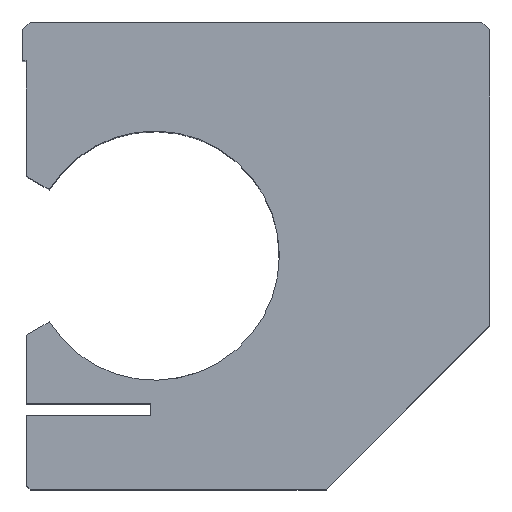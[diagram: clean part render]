
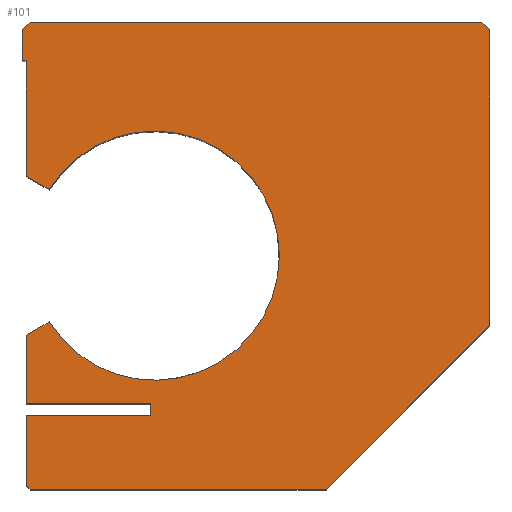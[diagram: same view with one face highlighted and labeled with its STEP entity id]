
A CAD part, top view. The second image highlights one B-rep face of the part: STEP entity #101.
In plain terms, the highlighted planar face has unit normal (0, 0, 1).
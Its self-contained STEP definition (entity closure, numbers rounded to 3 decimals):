
#101 = ADVANCED_FACE( '', ( #233 ), #234, .T. );
#233 = FACE_OUTER_BOUND( '', #400, .T. );
#234 = PLANE( '', #401 );
#400 = EDGE_LOOP( '', ( #617, #618, #619, #620, #621, #622, #623, #624, #625, #626, #627, #628, #629, #630, #631, #632, #633, #634 ) );
#401 = AXIS2_PLACEMENT_3D( '', #635, #636, #637 );
#617 = ORIENTED_EDGE( '', *, *, #860, .T. );
#618 = ORIENTED_EDGE( '', *, *, #915, .T. );
#619 = ORIENTED_EDGE( '', *, *, #912, .T. );
#620 = ORIENTED_EDGE( '', *, *, #916, .T. );
#621 = ORIENTED_EDGE( '', *, *, #868, .T. );
#622 = ORIENTED_EDGE( '', *, *, #885, .F. );
#623 = ORIENTED_EDGE( '', *, *, #917, .T. );
#624 = ORIENTED_EDGE( '', *, *, #918, .T. );
#625 = ORIENTED_EDGE( '', *, *, #919, .T. );
#626 = ORIENTED_EDGE( '', *, *, #902, .T. );
#627 = ORIENTED_EDGE( '', *, *, #920, .T. );
#628 = ORIENTED_EDGE( '', *, *, #921, .T. );
#629 = ORIENTED_EDGE( '', *, *, #922, .T. );
#630 = ORIENTED_EDGE( '', *, *, #923, .T. );
#631 = ORIENTED_EDGE( '', *, *, #924, .T. );
#632 = ORIENTED_EDGE( '', *, *, #925, .T. );
#633 = ORIENTED_EDGE( '', *, *, #897, .T. );
#634 = ORIENTED_EDGE( '', *, *, #926, .T. );
#635 = CARTESIAN_POINT( '', ( -13., 30., 54. ) );
#636 = DIRECTION( '', ( 0., 0., 1. ) );
#637 = DIRECTION( '', ( 1., 0., 0. ) );
#860 = EDGE_CURVE( '', #1001, #999, #1002, .T. );
#868 = EDGE_CURVE( '', #1015, #1013, #1016, .T. );
#885 = EDGE_CURVE( '', #1041, #1013, #1043, .T. );
#897 = EDGE_CURVE( '', #1064, #1062, #1065, .T. );
#902 = EDGE_CURVE( '', #1073, #1071, #1074, .T. );
#912 = EDGE_CURVE( '', #1090, #1088, #1091, .T. );
#915 = EDGE_CURVE( '', #999, #1090, #1094, .T. );
#916 = EDGE_CURVE( '', #1088, #1015, #1095, .T. );
#917 = EDGE_CURVE( '', #1041, #1096, #1097, .T. );
#918 = EDGE_CURVE( '', #1096, #1098, #1099, .T. );
#919 = EDGE_CURVE( '', #1098, #1073, #1100, .T. );
#920 = EDGE_CURVE( '', #1071, #1101, #1102, .T. );
#921 = EDGE_CURVE( '', #1101, #1103, #1104, .T. );
#922 = EDGE_CURVE( '', #1103, #1105, #1106, .T. );
#923 = EDGE_CURVE( '', #1105, #1107, #1108, .T. );
#924 = EDGE_CURVE( '', #1107, #1109, #1110, .T. );
#925 = EDGE_CURVE( '', #1109, #1064, #1111, .T. );
#926 = EDGE_CURVE( '', #1062, #1001, #1112, .T. );
#999 = VERTEX_POINT( '', #1203 );
#1001 = VERTEX_POINT( '', #1206 );
#1002 = LINE( '', #1207, #1208 );
#1013 = VERTEX_POINT( '', #1221 );
#1015 = VERTEX_POINT( '', #1224 );
#1016 = LINE( '', #1225, #1226 );
#1041 = VERTEX_POINT( '', #1291 );
#1043 = CIRCLE( '', #1294, 16. );
#1062 = VERTEX_POINT( '', #1371 );
#1064 = VERTEX_POINT( '', #1374 );
#1065 = LINE( '', #1375, #1376 );
#1071 = VERTEX_POINT( '', #1384 );
#1073 = VERTEX_POINT( '', #1387 );
#1074 = LINE( '', #1388, #1389 );
#1088 = VERTEX_POINT( '', #1405 );
#1090 = VERTEX_POINT( '', #1408 );
#1091 = LINE( '', #1409, #1410 );
#1094 = LINE( '', #1414, #1415 );
#1095 = LINE( '', #1416, #1417 );
#1096 = VERTEX_POINT( '', #1418 );
#1097 = LINE( '', #1419, #1420 );
#1098 = VERTEX_POINT( '', #1421 );
#1099 = LINE( '', #1422, #1423 );
#1100 = LINE( '', #1424, #1425 );
#1101 = VERTEX_POINT( '', #1426 );
#1102 = LINE( '', #1427, #1428 );
#1103 = VERTEX_POINT( '', #1429 );
#1104 = LINE( '', #1430, #1431 );
#1105 = VERTEX_POINT( '', #1432 );
#1106 = LINE( '', #1433, #1434 );
#1107 = VERTEX_POINT( '', #1435 );
#1108 = LINE( '', #1436, #1437 );
#1109 = VERTEX_POINT( '', #1438 );
#1110 = LINE( '', #1439, #1440 );
#1111 = LINE( '', #1441, #1442 );
#1112 = LINE( '', #1443, #1444 );
#1203 = CARTESIAN_POINT( '', ( -30., 59., 54. ) );
#1206 = CARTESIAN_POINT( '', ( -29., 60., 54. ) );
#1207 = CARTESIAN_POINT( '', ( -29., 60., 54. ) );
#1208 = VECTOR( '', #1555, 1000. );
#1221 = CARTESIAN_POINT( '', ( -26.555, 38.5, 54. ) );
#1224 = CARTESIAN_POINT( '', ( -29.5, 40.2, 54. ) );
#1225 = CARTESIAN_POINT( '', ( -29.5, 40.2, 54. ) );
#1226 = VECTOR( '', #1565, 1000. );
#1291 = CARTESIAN_POINT( '', ( -26.555, 21.5, 54. ) );
#1294 = AXIS2_PLACEMENT_3D( '', #1592, #1593, #1594 );
#1371 = CARTESIAN_POINT( '', ( 29., 60., 54. ) );
#1374 = CARTESIAN_POINT( '', ( 30., 59., 54. ) );
#1375 = CARTESIAN_POINT( '', ( 30., 59., 54. ) );
#1376 = VECTOR( '', #1604, 1000. );
#1384 = CARTESIAN_POINT( '', ( -13.5, 9.5, 54. ) );
#1387 = CARTESIAN_POINT( '', ( -13.5, 11., 54. ) );
#1388 = CARTESIAN_POINT( '', ( -13.5, 11., 54. ) );
#1389 = VECTOR( '', #1608, 1000. );
#1405 = CARTESIAN_POINT( '', ( -29.5, 55., 54. ) );
#1408 = CARTESIAN_POINT( '', ( -30., 55., 54. ) );
#1409 = CARTESIAN_POINT( '', ( -30., 55., 54. ) );
#1410 = VECTOR( '', #1621, 1000. );
#1414 = CARTESIAN_POINT( '', ( -30., 59., 54. ) );
#1415 = VECTOR( '', #1623, 1000. );
#1416 = CARTESIAN_POINT( '', ( -29.5, 55., 54. ) );
#1417 = VECTOR( '', #1624, 1000. );
#1418 = CARTESIAN_POINT( '', ( -29.5, 19.8, 54. ) );
#1419 = CARTESIAN_POINT( '', ( -26.555, 21.5, 54. ) );
#1420 = VECTOR( '', #1625, 1000. );
#1421 = CARTESIAN_POINT( '', ( -29.5, 11., 54. ) );
#1422 = CARTESIAN_POINT( '', ( -29.5, 19.8, 54. ) );
#1423 = VECTOR( '', #1626, 1000. );
#1424 = CARTESIAN_POINT( '', ( -29.5, 11., 54. ) );
#1425 = VECTOR( '', #1627, 1000. );
#1426 = CARTESIAN_POINT( '', ( -29.5, 9.5, 54. ) );
#1427 = CARTESIAN_POINT( '', ( -13.5, 9.5, 54. ) );
#1428 = VECTOR( '', #1628, 1000. );
#1429 = CARTESIAN_POINT( '', ( -29.5, 0.5, 54. ) );
#1430 = CARTESIAN_POINT( '', ( -29.5, 9.5, 54. ) );
#1431 = VECTOR( '', #1629, 1000. );
#1432 = CARTESIAN_POINT( '', ( -29., 0., 54. ) );
#1433 = CARTESIAN_POINT( '', ( -29.5, 0.5, 54. ) );
#1434 = VECTOR( '', #1630, 1000. );
#1435 = CARTESIAN_POINT( '', ( 9., 0., 54. ) );
#1436 = CARTESIAN_POINT( '', ( -29., 0., 54. ) );
#1437 = VECTOR( '', #1631, 1000. );
#1438 = CARTESIAN_POINT( '', ( 30., 21., 54. ) );
#1439 = CARTESIAN_POINT( '', ( 9., 0., 54. ) );
#1440 = VECTOR( '', #1632, 1000. );
#1441 = CARTESIAN_POINT( '', ( 30., 21., 54. ) );
#1442 = VECTOR( '', #1633, 1000. );
#1443 = CARTESIAN_POINT( '', ( 29., 60., 54. ) );
#1444 = VECTOR( '', #1634, 1000. );
#1555 = DIRECTION( '', ( -0.707, -0.707, 0. ) );
#1565 = DIRECTION( '', ( 0.866, -0.5, 0. ) );
#1592 = CARTESIAN_POINT( '', ( -13., 30., 54. ) );
#1593 = DIRECTION( '', ( 0., 0., 1. ) );
#1594 = DIRECTION( '', ( 1., 0., 0. ) );
#1604 = DIRECTION( '', ( -0.707, 0.707, 0. ) );
#1608 = DIRECTION( '', ( 0., -1., 0. ) );
#1621 = DIRECTION( '', ( 1., 0., 0. ) );
#1623 = DIRECTION( '', ( 0., -1., 0. ) );
#1624 = DIRECTION( '', ( 0., -1., 0. ) );
#1625 = DIRECTION( '', ( -0.866, -0.5, 0. ) );
#1626 = DIRECTION( '', ( 0., -1., 0. ) );
#1627 = DIRECTION( '', ( 1., 0., 0. ) );
#1628 = DIRECTION( '', ( -1., 0., 0. ) );
#1629 = DIRECTION( '', ( 0., -1., 0. ) );
#1630 = DIRECTION( '', ( 0.707, -0.707, 0. ) );
#1631 = DIRECTION( '', ( 1., 0., 0. ) );
#1632 = DIRECTION( '', ( 0.707, 0.707, 0. ) );
#1633 = DIRECTION( '', ( 0., 1., 0. ) );
#1634 = DIRECTION( '', ( -1., 0., 0. ) );
